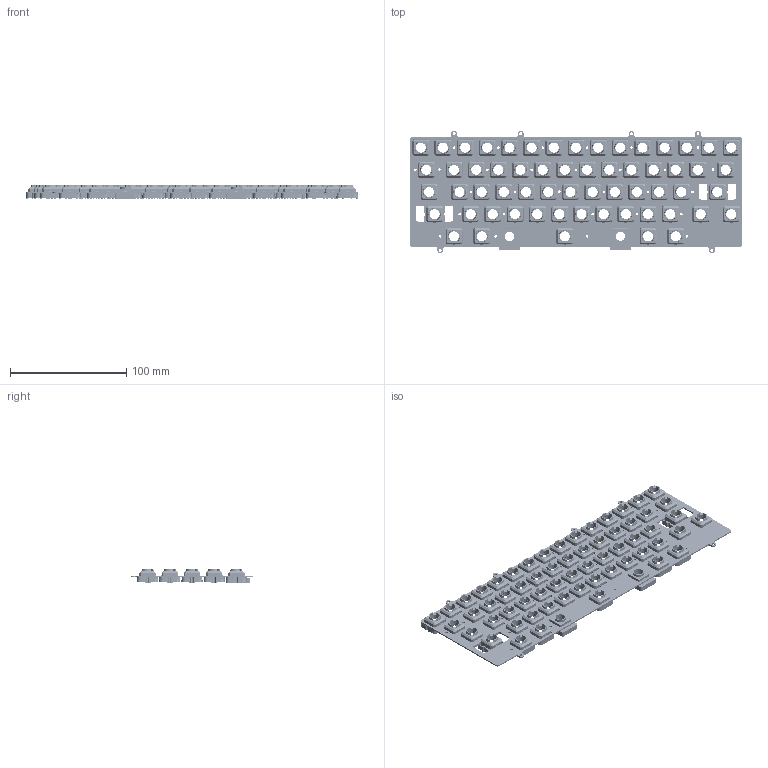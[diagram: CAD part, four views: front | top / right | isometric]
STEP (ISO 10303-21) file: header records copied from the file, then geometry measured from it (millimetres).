
FILE_DESCRIPTION(/* description */ (''),/* implementation_level */ '2;1');
FILE_NAME(/* name */ 'EC60_HHKB_6U_Plate.step',/* time_stamp */ '2022-08-27T14:33:32+02:00',/* author */ (''),/* organization */ (''),/* preprocessor_version */ 'ST-DEVELOPER v19',/* originating_system */ 'Autodesk Translation Framework v11.7.0.108',/* authorisation */ '');
FILE_SCHEMA (('AUTOMOTIVE_DESIGN { 1 0 10303 214 3 1 1 }'));
Length unit declared in the file: millimetre
Products named in the file (6): EC60_HHKB_6U_Plate_case; stab_housing; SOLID (1); Topre_Housing; SOLID; _autosave-HHKB_Plate PCB
Assembly tree (65 placements, depth 3):
  EC60_HHKB_6U_Plate_case
    Topre_Housing  x60
      SOLID
    stab_housing  x2
      SOLID (1)
    _autosave-HHKB_Plate PCB
Bounding box: 285.2 x 105.25 x 12.05 mm (x, y, z)
Volume: 63812.9 mm3; surface area: 138861 mm2
Topology: 63 solids, 63 shells, 14457 faces, 37947 edges, 23382 vertices
Faces by surface type: plane 6272, cylinder 5337, torus 1048, sphere 960, bspline 720, cone 120
Full cylindrical faces by diameter (mm): 2.2 x29, 2.5 x6, 8 x2, 8.5 x60, 10 x2
Entity records: 30096 total; most frequent: CARTESIAN_POINT 6072, ORIENTED_EDGE 4986, DIRECTION 4730, EDGE_CURVE 2493, LINE 2048, VECTOR 2048, VERTEX_POINT 1625, AXIS2_PLACEMENT_3D 1341
